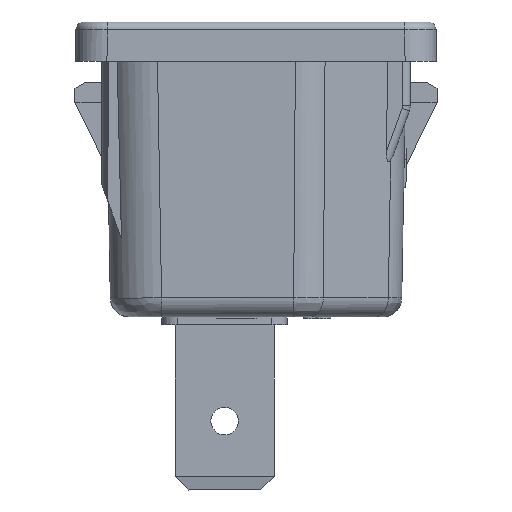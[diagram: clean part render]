
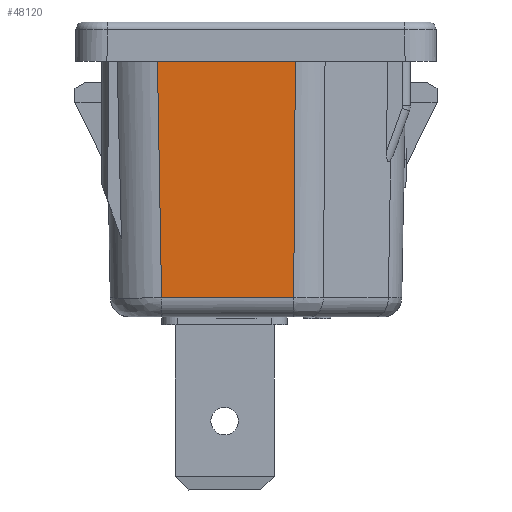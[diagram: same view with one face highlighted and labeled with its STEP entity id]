
A CAD part, left-side view. The second image highlights one B-rep face of the part: STEP entity #48120.
In plain terms, the highlighted face is planar.
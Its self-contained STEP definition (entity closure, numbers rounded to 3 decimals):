
#47650=CARTESIAN_POINT('',(0.111,11.709,0.));
#47660=DIRECTION('',(-1.,-0.017,-0.));
#47670=DIRECTION('',(-0.017,1.,0.));
#47680=AXIS2_PLACEMENT_3D('',#47650,#47660,#47670);
#47690=PLANE('',#47680);
#47700=CARTESIAN_POINT('',(-0.156,26.978,0.));
#47710=DIRECTION('',(0.,0.,1.));
#47720=VECTOR('',#47710,1.);
#47730=LINE('',#47700,#47720);
#47740=CARTESIAN_POINT('',(-0.156,26.978,-6.281)
);
#47750=VERTEX_POINT('',#47740);
#47760=CARTESIAN_POINT('',(-0.156,26.978,0.6));
#47770=VERTEX_POINT('',#47760);
#47780=EDGE_CURVE('',#47750,#47770,#47730,.T.);
#47790=ORIENTED_EDGE('',*,*,#47780,.F.);
#47800=CARTESIAN_POINT('',(-0.156,26.978,0.));
#47810=DIRECTION('',(0.,0.,1.));
#47820=VECTOR('',#47810,1.);
#47830=LINE('',#47800,#47820);
#47840=CARTESIAN_POINT('',(-0.156,26.978,2.507)
);
#47850=VERTEX_POINT('',#47840);
#47860=EDGE_CURVE('',#47770,#47850,#47830,.T.);
#47870=ORIENTED_EDGE('',*,*,#47860,.F.);
#47880=CARTESIAN_POINT('',(0.316,-0.048,
2.319));
#47890=DIRECTION('',(-0.017,1.,
0.007));
#47900=VECTOR('',#47890,1.);
#47910=LINE('',#47880,#47900);
#47920=CARTESIAN_POINT('',(0.107,11.907,
2.402));
#47930=VERTEX_POINT('',#47920);
#47940=EDGE_CURVE('',#47930,#47850,#47910,.T.);
#47950=ORIENTED_EDGE('',*,*,#47940,.T.);
#47960=CARTESIAN_POINT('',(0.107,11.907,0.));
#47970=DIRECTION('',(0.,0.,1.));
#47980=VECTOR('',#47970,1.);
#47990=LINE('',#47960,#47980);
#48000=CARTESIAN_POINT('',(0.107,11.907,
-6.018));
#48010=VERTEX_POINT('',#48000);
#48020=EDGE_CURVE('',#48010,#47930,#47990,.T.);
#48030=ORIENTED_EDGE('',*,*,#48020,.T.);
#48040=CARTESIAN_POINT('',(0.316,-0.057,
-5.809));
#48050=DIRECTION('',(0.017,-1.,
0.017));
#48060=VECTOR('',#48050,1.);
#48070=LINE('',#48040,#48060);
#48080=EDGE_CURVE('',#47750,#48010,#48070,.T.);
#48090=ORIENTED_EDGE('',*,*,#48080,.T.);
#48100=EDGE_LOOP('',(#48090,#48030,#47950,#47870,#47790));
#48110=FACE_OUTER_BOUND('',#48100,.T.);
#48120=ADVANCED_FACE('',(#48110),#47690,.T.);
